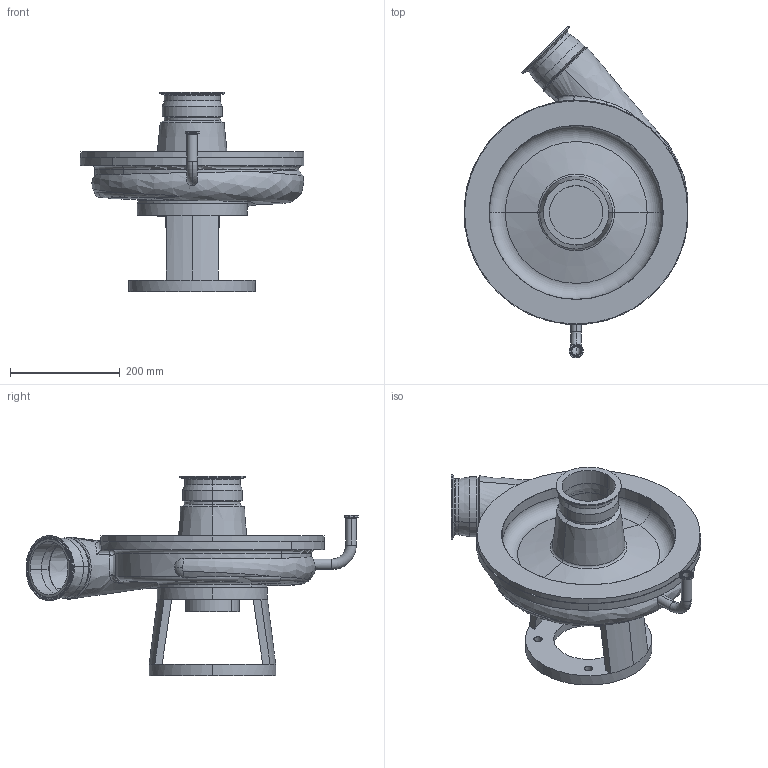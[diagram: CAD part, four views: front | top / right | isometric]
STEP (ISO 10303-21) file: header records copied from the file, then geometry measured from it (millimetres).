
FILE_DESCRIPTION (( 'STEP AP214' ), '1' );
FILE_NAME ('FPR 1051-1052 210-250TC 45L 3-4 IN ELBOW FRONT DRAIN.STEP', '2023-01-06T16:58:48', ( '' ), ( '' ), 'SwSTEP 2.0', 'SolidWorks 2021', '' );
FILE_SCHEMA (( 'AUTOMOTIVE_DESIGN' ));
Length unit declared in the file: millimetre
Products named in the file (1): FPR 1051-1052 210-250TC 45L 3-4 IN ELBOW FRONT DRAIN
Bounding box: 407.22 x 603.65 x 362.5 mm (x, y, z)
Volume: 8657814.4 mm3; surface area: 915914.7 mm2
Topology: 1 solids, 1 shells, 198 faces, 459 edges, 274 vertices
Faces by surface type: cylinder 68, torus 39, cone 36, plane 27, bspline 24, sphere 4
Entity records: 12777 total; most frequent: CARTESIAN_POINT 8311, DIRECTION 959, ORIENTED_EDGE 912, EDGE_CURVE 456, AXIS2_PLACEMENT_3D 423, VERTEX_POINT 272, CIRCLE 248, EDGE_LOOP 224
